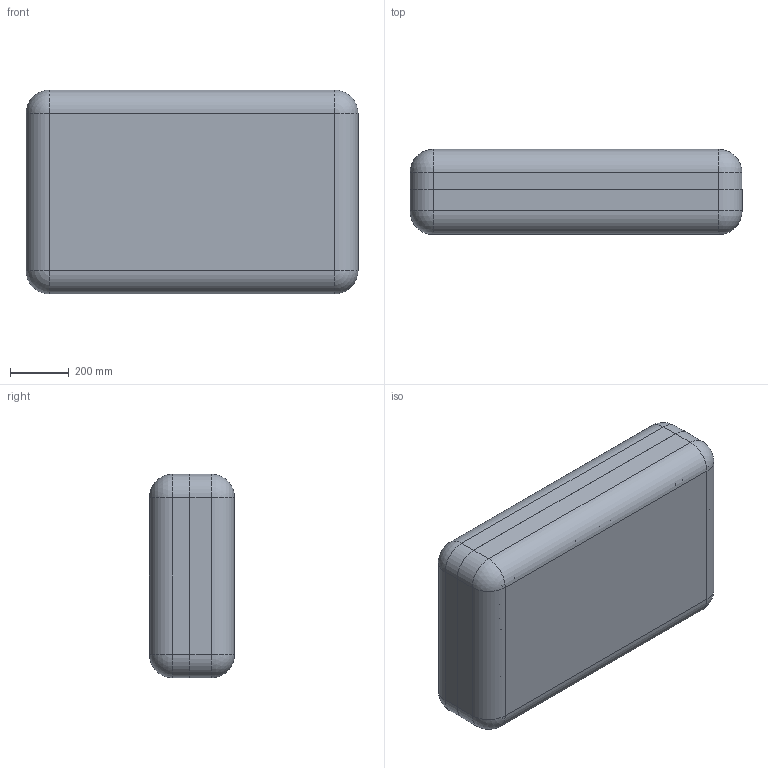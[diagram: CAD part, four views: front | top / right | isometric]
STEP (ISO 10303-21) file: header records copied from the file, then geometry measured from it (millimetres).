
FILE_DESCRIPTION (( 'STEP AP214' ), '1' );
FILE_NAME ('Êåéñ ÊÎÐÑÀÐ® Ê-7120_óïðîùåííàÿ 3D-ìîäåëü.STEP', '2025-08-21T06:44:58', ( '' ), ( '' ), 'SwSTEP 2.0', 'SolidWorks 2021', '' );
FILE_SCHEMA (( 'AUTOMOTIVE_DESIGN' ));
Length unit declared in the file: millimetre
Products named in the file (3): BASE_Ê-7120(óïð); LID_Ê-7120(óïð); Êåéñ ÊÎÐÑÀÐ® Ê-7120_óïðîùåííàÿ 3D-ìîäåëü
Assembly tree (2 placements, depth 2):
  Êåéñ ÊÎÐÑÀÐ® Ê-7120_óïðîùåííàÿ 3D-ìîäåëü
    BASE_Ê-7120(óïð)
    LID_Ê-7120(óïð)
Bounding box: 1135.19 x 290.82 x 696.91 mm (x, y, z)
Volume: 86828122.6 mm3; surface area: 6120541.2 mm2
Topology: 2 solids, 2 shells, 1192 faces, 3020 edges, 1804 vertices
Faces by surface type: cylinder 472, plane 434, bspline 234, sphere 28, cone 16, torus 8
Entity records: 44908 total; most frequent: CARTESIAN_POINT 19721, ORIENTED_EDGE 5952, DIRECTION 4508, EDGE_CURVE 2976, VERTEX_POINT 1804, LINE 1546, VECTOR 1546, AXIS2_PLACEMENT_3D 1481
